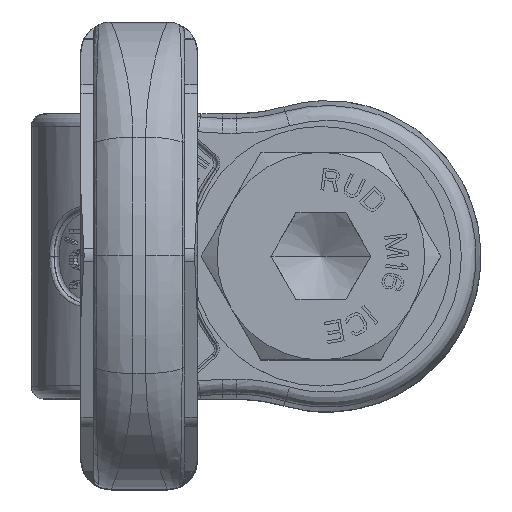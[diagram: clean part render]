
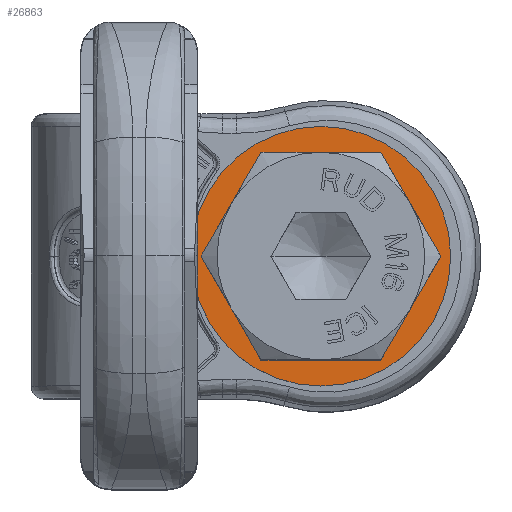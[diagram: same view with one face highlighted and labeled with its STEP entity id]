
A CAD part, top view. The second image highlights one B-rep face of the part: STEP entity #26863.
In plain terms, the highlighted planar face has unit normal (0, 0, 1).
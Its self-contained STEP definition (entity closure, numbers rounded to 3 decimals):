
#8519=CARTESIAN_POINT('',(36.5,0.,29.4));
#8520=DIRECTION('',(0.,0.,1.));
#8521=DIRECTION('',(1.,0.,0.));
#8522=AXIS2_PLACEMENT_3D('',#8519,#8520,#8521);
#8532=CARTESIAN_POINT('',(36.5,0.,29.4));
#8533=DIRECTION('',(0.,0.,-1.));
#8534=DIRECTION('',(1.,0.,0.));
#8535=AXIS2_PLACEMENT_3D('',#8532,#8533,#8534);
#8537=CARTESIAN_POINT('',(36.5,0.,29.4));
#8538=DIRECTION('',(0.,0.,-1.));
#8539=DIRECTION('',(1.,0.,0.));
#8540=AXIS2_PLACEMENT_3D('',#8537,#8538,#8539);
#8542=CARTESIAN_POINT('',(36.5,0.,29.4));
#8543=DIRECTION('',(0.,0.,-1.));
#8544=DIRECTION('',(-1.,0.,0.));
#8545=AXIS2_PLACEMENT_3D('',#8542,#8543,#8544);
#9987=CARTESIAN_POINT('',(51.5,0.,29.4));
#9989=VERTEX_POINT('',#9987);
#9995=CARTESIAN_POINT('',(21.5,0.,29.4));
#9997=VERTEX_POINT('',#9995);
#10003=CARTESIAN_POINT('',(44.55,0.,29.4));
#10004=CARTESIAN_POINT('',(28.45,0.,29.4));
#10005=VERTEX_POINT('',#10003);
#10006=VERTEX_POINT('',#10004);
#26848=CARTESIAN_POINT('',(36.5,0.,29.4));
#26849=DIRECTION('',(0.,0.,1.));
#26850=DIRECTION('',(-1.,0.,0.));
#26851=AXIS2_PLACEMENT_3D('',#26848,#26849,#26850);
#26852=PLANE('',#26851);
#26853=ORIENTED_EDGE('',*,*,#26843,.T.);
#26854=ORIENTED_EDGE('',*,*,#26827,.F.);
#26855=EDGE_LOOP('',(#26853,#26854));
#26856=FACE_OUTER_BOUND('',#26855,.F.);
#26858=ORIENTED_EDGE('',*,*,#26857,.F.);
#26860=ORIENTED_EDGE('',*,*,#26859,.F.);
#26861=EDGE_LOOP('',(#26858,#26860));
#26862=FACE_BOUND('',#26861,.F.);
#26863=ADVANCED_FACE('',(#26856,#26862),#26852,.T.);
#8523=CIRCLE('',#8522,15.);
#8536=CIRCLE('',#8535,15.);
#8541=CIRCLE('',#8540,8.05);
#8546=CIRCLE('',#8545,8.05);
#26827=EDGE_CURVE('',#9989,#9997,#8523,.T.);
#26843=EDGE_CURVE('',#9989,#9997,#8536,.T.);
#26857=EDGE_CURVE('',#10005,#10006,#8541,.T.);
#26859=EDGE_CURVE('',#10006,#10005,#8546,.T.);
